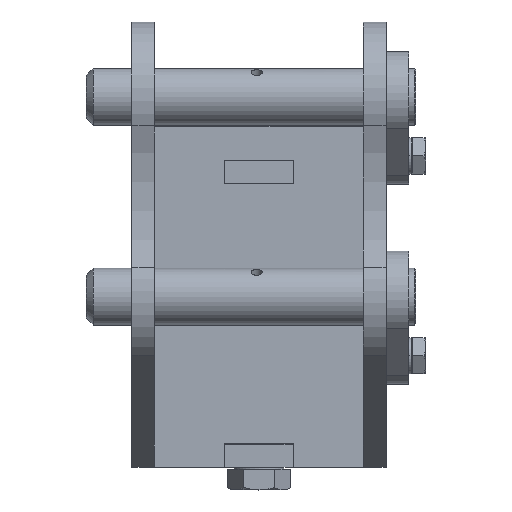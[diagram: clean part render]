
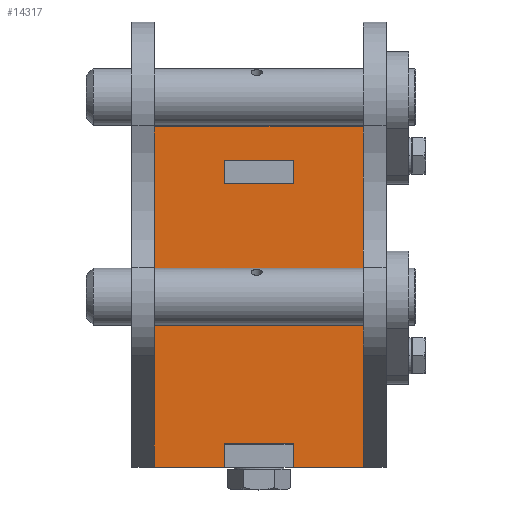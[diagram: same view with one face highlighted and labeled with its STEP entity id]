
A CAD part, top view. The second image highlights one B-rep face of the part: STEP entity #14317.
In plain terms, the highlighted planar face has unit normal (0, 0, 1).
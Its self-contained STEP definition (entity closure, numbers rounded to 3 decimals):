
#14281 = EDGE_CURVE('',#14282,#14284,#14286,.T.);
#14282 = VERTEX_POINT('',#14283);
#14283 = CARTESIAN_POINT('',(46.,0.,0.));
#14284 = VERTEX_POINT('',#14285);
#14285 = CARTESIAN_POINT('',(15.25,0.,
    0.));
#14286 = LINE('',#14287,#14288);
#14287 = CARTESIAN_POINT('',(52.5,0.,0.)
  );
#14288 = VECTOR('',#14289,1.);
#14289 = DIRECTION('',(-1.,0.,0.));
#14317 = ADVANCED_FACE('',(#14318,#14352),#14473,.F.);
#14318 = FACE_BOUND('',#14319,.T.);
#14319 = EDGE_LOOP('',(#14320,#14330,#14338,#14346));
#14320 = ORIENTED_EDGE('',*,*,#14321,.T.);
#14321 = EDGE_CURVE('',#14322,#14324,#14326,.T.);
#14322 = VERTEX_POINT('',#14323);
#14323 = CARTESIAN_POINT('',(15.25,125.,0.));
#14324 = VERTEX_POINT('',#14325);
#14325 = CARTESIAN_POINT('',(-15.25,125.,0.));
#14326 = LINE('',#14327,#14328);
#14327 = CARTESIAN_POINT('',(15.25,125.,0.));
#14328 = VECTOR('',#14329,1.);
#14329 = DIRECTION('',(-1.,0.,0.));
#14330 = ORIENTED_EDGE('',*,*,#14331,.T.);
#14331 = EDGE_CURVE('',#14324,#14332,#14334,.T.);
#14332 = VERTEX_POINT('',#14333);
#14333 = CARTESIAN_POINT('',(-15.25,135.2,0.));
#14334 = LINE('',#14335,#14336);
#14335 = CARTESIAN_POINT('',(-15.25,125.,0.));
#14336 = VECTOR('',#14337,1.);
#14337 = DIRECTION('',(0.,1.,0.));
#14338 = ORIENTED_EDGE('',*,*,#14339,.T.);
#14339 = EDGE_CURVE('',#14332,#14340,#14342,.T.);
#14340 = VERTEX_POINT('',#14341);
#14341 = CARTESIAN_POINT('',(15.25,135.2,0.));
#14342 = LINE('',#14343,#14344);
#14343 = CARTESIAN_POINT('',(-15.25,135.2,0.));
#14344 = VECTOR('',#14345,1.);
#14345 = DIRECTION('',(1.,0.,0.));
#14346 = ORIENTED_EDGE('',*,*,#14347,.T.);
#14347 = EDGE_CURVE('',#14340,#14322,#14348,.T.);
#14348 = LINE('',#14349,#14350);
#14349 = CARTESIAN_POINT('',(15.25,135.2,0.));
#14350 = VECTOR('',#14351,1.);
#14351 = DIRECTION('',(0.,-1.,0.));
#14352 = FACE_BOUND('',#14353,.T.);
#14353 = EDGE_LOOP('',(#14354,#14364,#14372,#14380,#14386,#14387,#14395,
    #14403,#14411,#14419,#14427,#14435,#14443,#14451,#14459,#14467));
#14354 = ORIENTED_EDGE('',*,*,#14355,.F.);
#14355 = EDGE_CURVE('',#14356,#14358,#14360,.T.);
#14356 = VERTEX_POINT('',#14357);
#14357 = CARTESIAN_POINT('',(-15.25,0.,0.
    ));
#14358 = VERTEX_POINT('',#14359);
#14359 = CARTESIAN_POINT('',(-46.,0.,0.));
#14360 = LINE('',#14361,#14362);
#14361 = CARTESIAN_POINT('',(52.5,0.,0.)
  );
#14362 = VECTOR('',#14363,1.);
#14363 = DIRECTION('',(-1.,0.,0.));
#14364 = ORIENTED_EDGE('',*,*,#14365,.T.);
#14365 = EDGE_CURVE('',#14356,#14366,#14368,.T.);
#14366 = VERTEX_POINT('',#14367);
#14367 = CARTESIAN_POINT('',(-15.25,10.2,0.));
#14368 = LINE('',#14369,#14370);
#14369 = CARTESIAN_POINT('',(-15.25,0.,0.
    ));
#14370 = VECTOR('',#14371,1.);
#14371 = DIRECTION('',(0.,1.,0.));
#14372 = ORIENTED_EDGE('',*,*,#14373,.T.);
#14373 = EDGE_CURVE('',#14366,#14374,#14376,.T.);
#14374 = VERTEX_POINT('',#14375);
#14375 = CARTESIAN_POINT('',(15.25,10.2,0.));
#14376 = LINE('',#14377,#14378);
#14377 = CARTESIAN_POINT('',(-15.25,10.2,0.));
#14378 = VECTOR('',#14379,1.);
#14379 = DIRECTION('',(1.,0.,0.));
#14380 = ORIENTED_EDGE('',*,*,#14381,.T.);
#14381 = EDGE_CURVE('',#14374,#14284,#14382,.T.);
#14382 = LINE('',#14383,#14384);
#14383 = CARTESIAN_POINT('',(15.25,10.2,0.));
#14384 = VECTOR('',#14385,1.);
#14385 = DIRECTION('',(0.,-1.,0.));
#14386 = ORIENTED_EDGE('',*,*,#14281,.F.);
#14387 = ORIENTED_EDGE('',*,*,#14388,.F.);
#14388 = EDGE_CURVE('',#14389,#14282,#14391,.T.);
#14389 = VERTEX_POINT('',#14390);
#14390 = CARTESIAN_POINT('',(46.,20.,0.));
#14391 = LINE('',#14392,#14393);
#14392 = CARTESIAN_POINT('',(46.,20.,0.));
#14393 = VECTOR('',#14394,1.);
#14394 = DIRECTION('',(0.,-1.,0.));
#14395 = ORIENTED_EDGE('',*,*,#14396,.F.);
#14396 = EDGE_CURVE('',#14397,#14389,#14399,.T.);
#14397 = VERTEX_POINT('',#14398);
#14398 = CARTESIAN_POINT('',(52.5,20.,0.));
#14399 = LINE('',#14400,#14401);
#14400 = CARTESIAN_POINT('',(52.5,20.,0.));
#14401 = VECTOR('',#14402,1.);
#14402 = DIRECTION('',(-1.,0.,0.));
#14403 = ORIENTED_EDGE('',*,*,#14404,.F.);
#14404 = EDGE_CURVE('',#14405,#14397,#14407,.T.);
#14405 = VERTEX_POINT('',#14406);
#14406 = CARTESIAN_POINT('',(52.5,130.,0.));
#14407 = LINE('',#14408,#14409);
#14408 = CARTESIAN_POINT('',(52.5,150.,0.));
#14409 = VECTOR('',#14410,1.);
#14410 = DIRECTION('',(0.,-1.,0.));
#14411 = ORIENTED_EDGE('',*,*,#14412,.F.);
#14412 = EDGE_CURVE('',#14413,#14405,#14415,.T.);
#14413 = VERTEX_POINT('',#14414);
#14414 = CARTESIAN_POINT('',(46.,130.,0.));
#14415 = LINE('',#14416,#14417);
#14416 = CARTESIAN_POINT('',(46.,130.,0.));
#14417 = VECTOR('',#14418,1.);
#14418 = DIRECTION('',(1.,0.,0.));
#14419 = ORIENTED_EDGE('',*,*,#14420,.F.);
#14420 = EDGE_CURVE('',#14421,#14413,#14423,.T.);
#14421 = VERTEX_POINT('',#14422);
#14422 = CARTESIAN_POINT('',(46.,150.,0.));
#14423 = LINE('',#14424,#14425);
#14424 = CARTESIAN_POINT('',(46.,150.,0.));
#14425 = VECTOR('',#14426,1.);
#14426 = DIRECTION('',(0.,-1.,0.));
#14427 = ORIENTED_EDGE('',*,*,#14428,.F.);
#14428 = EDGE_CURVE('',#14429,#14421,#14431,.T.);
#14429 = VERTEX_POINT('',#14430);
#14430 = CARTESIAN_POINT('',(-46.,150.,0.));
#14431 = LINE('',#14432,#14433);
#14432 = CARTESIAN_POINT('',(-52.5,150.,0.));
#14433 = VECTOR('',#14434,1.);
#14434 = DIRECTION('',(1.,0.,0.));
#14435 = ORIENTED_EDGE('',*,*,#14436,.F.);
#14436 = EDGE_CURVE('',#14437,#14429,#14439,.T.);
#14437 = VERTEX_POINT('',#14438);
#14438 = CARTESIAN_POINT('',(-46.,130.,0.));
#14439 = LINE('',#14440,#14441);
#14440 = CARTESIAN_POINT('',(-46.,130.,0.));
#14441 = VECTOR('',#14442,1.);
#14442 = DIRECTION('',(0.,1.,0.));
#14443 = ORIENTED_EDGE('',*,*,#14444,.F.);
#14444 = EDGE_CURVE('',#14445,#14437,#14447,.T.);
#14445 = VERTEX_POINT('',#14446);
#14446 = CARTESIAN_POINT('',(-52.5,130.,0.));
#14447 = LINE('',#14448,#14449);
#14448 = CARTESIAN_POINT('',(-52.5,130.,0.));
#14449 = VECTOR('',#14450,1.);
#14450 = DIRECTION('',(1.,0.,0.));
#14451 = ORIENTED_EDGE('',*,*,#14452,.F.);
#14452 = EDGE_CURVE('',#14453,#14445,#14455,.T.);
#14453 = VERTEX_POINT('',#14454);
#14454 = CARTESIAN_POINT('',(-52.5,20.,0.));
#14455 = LINE('',#14456,#14457);
#14456 = CARTESIAN_POINT('',(-52.5,0.,0.));
#14457 = VECTOR('',#14458,1.);
#14458 = DIRECTION('',(0.,1.,0.));
#14459 = ORIENTED_EDGE('',*,*,#14460,.F.);
#14460 = EDGE_CURVE('',#14461,#14453,#14463,.T.);
#14461 = VERTEX_POINT('',#14462);
#14462 = CARTESIAN_POINT('',(-46.,20.,0.));
#14463 = LINE('',#14464,#14465);
#14464 = CARTESIAN_POINT('',(-46.,20.,0.));
#14465 = VECTOR('',#14466,1.);
#14466 = DIRECTION('',(-1.,0.,0.));
#14467 = ORIENTED_EDGE('',*,*,#14468,.F.);
#14468 = EDGE_CURVE('',#14358,#14461,#14469,.T.);
#14469 = LINE('',#14470,#14471);
#14470 = CARTESIAN_POINT('',(-46.,0.,0.));
#14471 = VECTOR('',#14472,1.);
#14472 = DIRECTION('',(0.,1.,0.));
#14473 = PLANE('',#14474);
#14474 = AXIS2_PLACEMENT_3D('',#14475,#14476,#14477);
#14475 = CARTESIAN_POINT('',(0.,0.,0.)
  );
#14476 = DIRECTION('',(0.,0.,-1.));
#14477 = DIRECTION('',(-1.,0.,0.));
